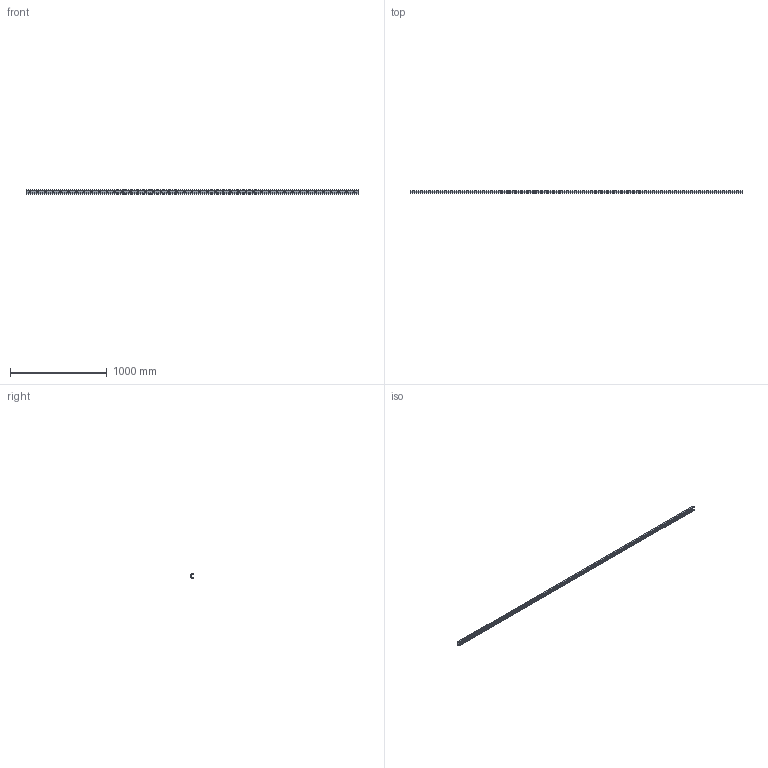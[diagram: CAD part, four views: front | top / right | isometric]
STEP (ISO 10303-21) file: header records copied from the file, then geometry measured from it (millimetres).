
FILE_DESCRIPTION((''),'2;1');
FILE_NAME('LCX 43-3440.C.stp','2016-04-28T09:43:05',('MRathmann'),(''),'Autodesk Inventor 2012','Autodesk Inventor 2012','');
FILE_SCHEMA(('CONFIG_CONTROL_DESIGN'));
Length unit declared in the file: millimetre
Products named in the file (1): LCX 43-3440.C
Bounding box: 3440 x 21 x 43 mm (x, y, z)
Volume: 1161038 mm3; surface area: 550993.1 mm2
Topology: 1 solids, 1 shells, 157 faces, 379 edges, 267 vertices
Faces by surface type: cylinder 99, plane 58
Full cylindrical faces by diameter (mm): 10.5 x43, 18 x43
Entity records: 4116 total; most frequent: DIRECTION 764, CARTESIAN_POINT 632, ORIENTED_EDGE 500, EDGE_LOOP 372, AXIS2_PLACEMENT_3D 356, EDGE_CURVE 250, VERTEX_POINT 224, FACE_BOUND 215
